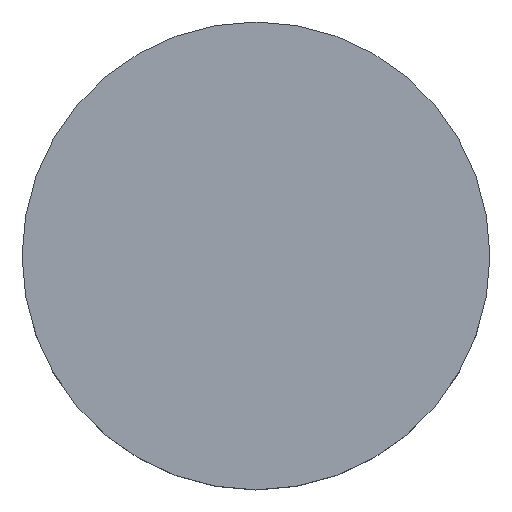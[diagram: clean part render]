
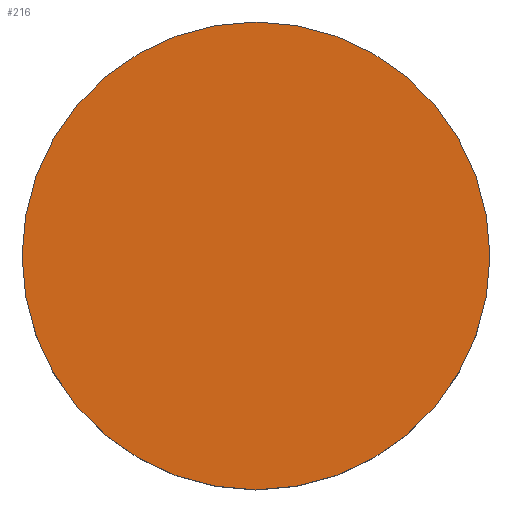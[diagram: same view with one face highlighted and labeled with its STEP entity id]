
A CAD part, top view. The second image highlights one B-rep face of the part: STEP entity #216.
In plain terms, the highlighted planar face has unit normal (0, 0, 1).
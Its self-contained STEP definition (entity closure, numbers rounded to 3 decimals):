
#25 = EDGE_LOOP ( 'NONE', ( #210, #44 ) ) ;
#27 = CIRCLE ( 'NONE', #68, 12.7 ) ;
#33 = DIRECTION ( 'NONE',  ( 1., 0., 0. ) ) ;
#36 = PLANE ( 'NONE',  #87 ) ;
#39 = DIRECTION ( 'NONE',  ( 1., 0., 0. ) ) ;
#44 = ORIENTED_EDGE ( 'NONE', *, *, #166, .F. ) ;
#54 = DIRECTION ( 'NONE',  ( 0., 0., 1. ) ) ;
#68 = AXIS2_PLACEMENT_3D ( 'NONE', #88, #72, #39 ) ;
#72 = DIRECTION ( 'NONE',  ( 0., 0., -1. ) ) ;
#83 = FACE_OUTER_BOUND ( 'NONE', #25, .T. ) ;
#87 = AXIS2_PLACEMENT_3D ( 'NONE', #165, #54, #187 ) ;
#88 = CARTESIAN_POINT ( 'NONE',  ( 0., 0., 1.7 ) ) ;
#93 = CARTESIAN_POINT ( 'NONE',  ( 0., 0., 1.7 ) ) ;
#98 = EDGE_CURVE ( 'NONE', #120, #104, #139, .T. ) ;
#104 = VERTEX_POINT ( 'NONE', #131 ) ;
#108 = DIRECTION ( 'NONE',  ( 0., 0., -1. ) ) ;
#120 = VERTEX_POINT ( 'NONE', #221 ) ;
#125 = AXIS2_PLACEMENT_3D ( 'NONE', #93, #108, #33 ) ;
#131 = CARTESIAN_POINT ( 'NONE',  ( -12.7, 0., 1.7 ) ) ;
#139 = CIRCLE ( 'NONE', #125, 12.7 ) ;
#165 = CARTESIAN_POINT ( 'NONE',  ( 0., 26.112, 1.7 ) ) ;
#166 = EDGE_CURVE ( 'NONE', #104, #120, #27, .T. ) ;
#187 = DIRECTION ( 'NONE',  ( 1., 0., 0. ) ) ;
#210 = ORIENTED_EDGE ( 'NONE', *, *, #98, .F. ) ;
#216 = ADVANCED_FACE ( 'NONE', ( #83 ), #36, .T. ) ;
#221 = CARTESIAN_POINT ( 'NONE',  ( 12.7, 0., 1.7 ) ) ;
